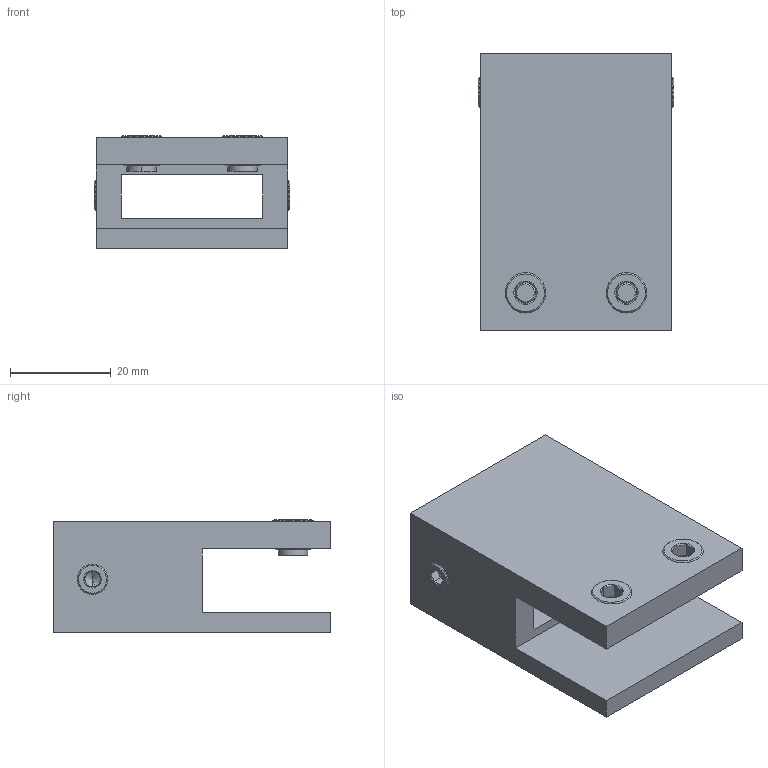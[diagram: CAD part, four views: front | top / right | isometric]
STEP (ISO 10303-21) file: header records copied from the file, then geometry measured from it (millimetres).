
FILE_DESCRIPTION (( 'STEP AP203' ), '1' );
FILE_NAME ('GS-304_ZP-224_P_Cr.STEP', '2019-09-13T06:48:02', ( '' ), ( '' ), 'SwSTEP 2.0', 'SolidWorks 2019', '' );
FILE_SCHEMA (( 'CONFIG_CONTROL_DESIGN' ));
Length unit declared in the file: millimetre
Products named in the file (5): GS-304_ZP-224_P_Cr.P2; GS-304_ZP-224_P_Cr.P1; DIN 913_M6x4_A2-70; DIN xxx_M8x6_A2-70; GS-304_ZP-224_P_Cr
Assembly tree (7 placements, depth 2):
  GS-304_ZP-224_P_Cr
    GS-304_ZP-224_P_Cr.P1
    DIN 913_M6x4_A2-70  x2
    DIN xxx_M8x6_A2-70  x2
    GS-304_ZP-224_P_Cr.P2  x2
Bounding box: 38.8 x 55 x 22.3 mm (x, y, z)
Volume: 24663.5 mm3; surface area: 12717.6 mm2
Topology: 7 solids, 7 shells, 157 faces, 312 edges, 170 vertices
Faces by surface type: plane 69, cone 64, cylinder 24
Entity records: 3153 total; most frequent: CARTESIAN_POINT 573, DIRECTION 442, ORIENTED_EDGE 380, EDGE_CURVE 190, AXIS2_PLACEMENT_3D 170, VERTEX_POINT 109, EDGE_LOOP 107, LINE 102
